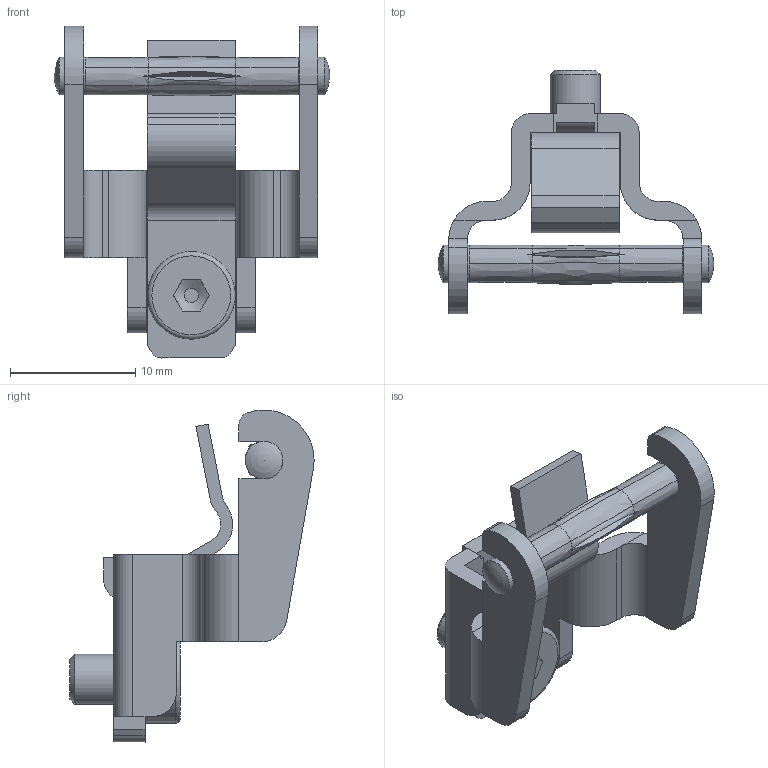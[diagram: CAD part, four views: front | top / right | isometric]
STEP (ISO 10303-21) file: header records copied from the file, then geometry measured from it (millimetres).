
FILE_DESCRIPTION(/* description */ (''),/* implementation_level */ '2;1');
FILE_NAME(/* name */ '100735253ugm000_a.stp',/* time_stamp */ '2017-08-09T15:29:20+02:00',/* author */ (''),/* organization */ (''),/* preprocessor_version */ 'ST-DEVELOPER v16',/* originating_system */ 'SIEMENS PLM Software NX 10.0',/* authorisation */ '');
FILE_SCHEMA (('AUTOMOTIVE_DESIGN { 1 0 10303 214 3 1 1 1 }'));
Length unit declared in the file: millimetre
Products named in the file (1): 100735253ugm000_a
Bounding box: 22 x 19.5 x 26.5 mm (x, y, z)
Volume: 1237.8 mm3; surface area: 1894.1 mm2
Topology: 1 solids, 1 shells, 141 faces, 402 edges, 265 vertices
Faces by surface type: plane 69, cylinder 35, extrusion 16, bspline 10, cone 8, sphere 2, torus 1
Full cylindrical faces by diameter (mm): 3 x2, 4 x1, 7 x1
Entity records: 5659 total; most frequent: CARTESIAN_POINT 1188, ORIENTED_EDGE 764, DIRECTION 647, EDGE_CURVE 382, VERTEX_POINT 252, VECTOR 241, LINE 225, AXIS2_PLACEMENT_3D 203
